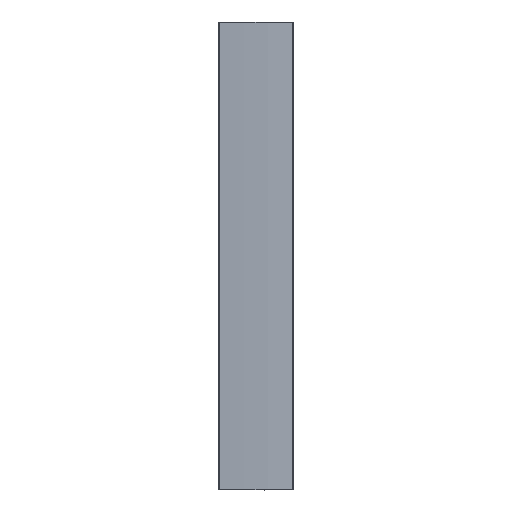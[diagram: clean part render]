
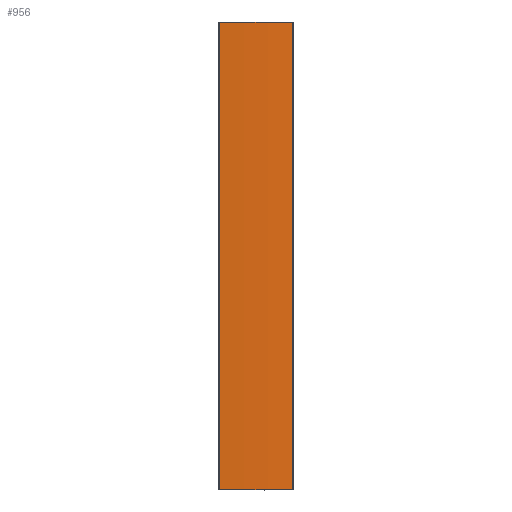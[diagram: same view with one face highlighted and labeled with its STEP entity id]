
A CAD part, top view. The second image highlights one B-rep face of the part: STEP entity #956.
In plain terms, the highlighted cylindrical face has radius 400.8 mm (diameter 801.6 mm), a partial arc.
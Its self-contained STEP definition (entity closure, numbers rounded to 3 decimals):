
#68=FACE_OUTER_BOUND('',#118,.T.);
#118=EDGE_LOOP('',(#709,#710,#711,#712));
#188=LINE('',#1555,#276);
#189=LINE('',#1561,#277);
#276=VECTOR('',#1249,1.);
#277=VECTOR('',#1256,1.);
#347=CIRCLE('',#1048,400.8);
#348=CIRCLE('',#1049,400.8);
#423=VERTEX_POINT('',#1552);
#424=VERTEX_POINT('',#1554);
#425=VERTEX_POINT('',#1558);
#426=VERTEX_POINT('',#1560);
#541=EDGE_CURVE('',#424,#423,#188,.T.);
#543=EDGE_CURVE('',#423,#425,#347,.T.);
#544=EDGE_CURVE('',#426,#425,#189,.T.);
#545=EDGE_CURVE('',#424,#426,#348,.T.);
#709=ORIENTED_EDGE('',*,*,#543,.T.);
#710=ORIENTED_EDGE('',*,*,#544,.F.);
#711=ORIENTED_EDGE('',*,*,#545,.F.);
#712=ORIENTED_EDGE('',*,*,#541,.T.);
#918=CYLINDRICAL_SURFACE('',#1047,400.8);
#956=ADVANCED_FACE('',(#68),#918,.T.);
#1047=AXIS2_PLACEMENT_3D('',#1557,#1252,#1253);
#1048=AXIS2_PLACEMENT_3D('',#1559,#1254,#1255);
#1049=AXIS2_PLACEMENT_3D('',#1562,#1257,#1258);
#1249=DIRECTION('',(0.,1.,0.));
#1252=DIRECTION('center_axis',(0.,1.,0.));
#1253=DIRECTION('ref_axis',(0.048,0.,0.999));
#1254=DIRECTION('center_axis',(0.,-1.,0.));
#1255=DIRECTION('ref_axis',(0.048,0.,0.999));
#1256=DIRECTION('',(0.,1.,0.));
#1257=DIRECTION('center_axis',(0.,-1.,0.));
#1258=DIRECTION('ref_axis',(0.048,0.,0.999));
#1552=CARTESIAN_POINT('',(19.238,250.,0.338));
#1554=CARTESIAN_POINT('',(19.238,0.,0.338));
#1555=CARTESIAN_POINT('',(19.238,0.,0.338));
#1557=CARTESIAN_POINT('Origin',(0.,0.,-400.));
#1558=CARTESIAN_POINT('',(-19.238,250.,0.338));
#1559=CARTESIAN_POINT('Origin',(0.,250.,-400.));
#1560=CARTESIAN_POINT('',(-19.238,0.,0.338));
#1561=CARTESIAN_POINT('',(-19.238,0.,0.338));
#1562=CARTESIAN_POINT('Origin',(0.,0.,-400.));
